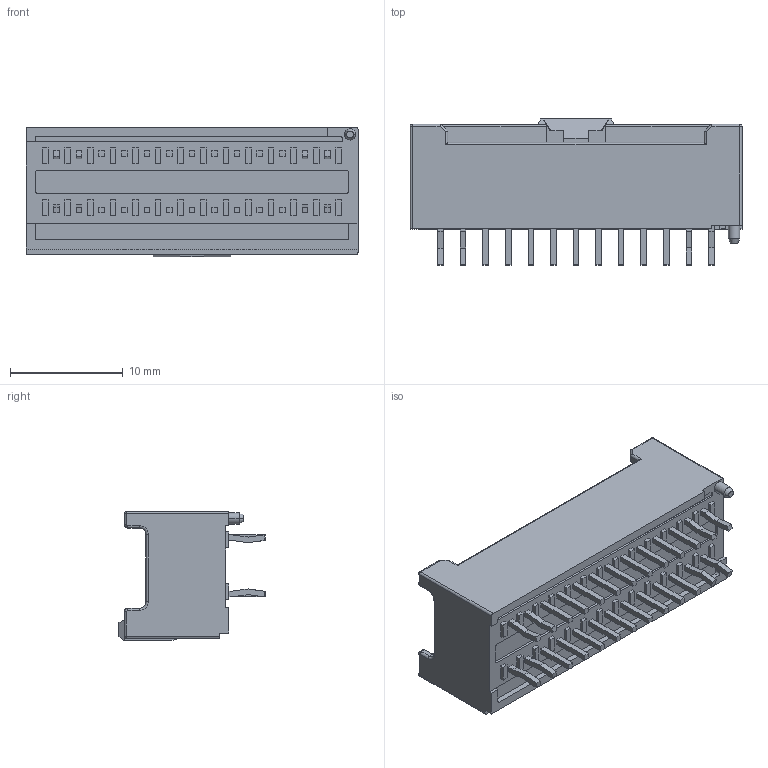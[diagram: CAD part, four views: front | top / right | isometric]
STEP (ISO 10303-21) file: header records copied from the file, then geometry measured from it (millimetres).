
FILE_DESCRIPTION((''),'2;1');
FILE_NAME('559172610','2017-05-04T',('ksrinivasara'),(''),'PRO/ENGINEER BY PARAMETRIC TECHNOLOGY CORPORATION, 2012310','PRO/ENGINEER BY PARAMETRIC TECHNOLOGY CORPORATION, 2012310','');
FILE_SCHEMA(('CONFIG_CONTROL_DESIGN'));
Length unit declared in the file: millimetre
Products named in the file (1): 559172610
Bounding box: 29.4 x 12.95 x 11.5 mm (x, y, z)
Volume: 1256.8 mm3; surface area: 2340.2 mm2
Topology: 1 solids, 1 shells, 670 faces, 1745 edges, 1161 vertices
Faces by surface type: plane 587, cylinder 51, cone 20, bspline 4, torus 4, sphere 4
Entity records: 20313 total; most frequent: CARTESIAN_POINT 3741, ORIENTED_EDGE 3374, DIRECTION 3237, EDGE_CURVE 1687, VECTOR 1563, LINE 1563, VERTEX_POINT 1099, AXIS2_PLACEMENT_3D 837
